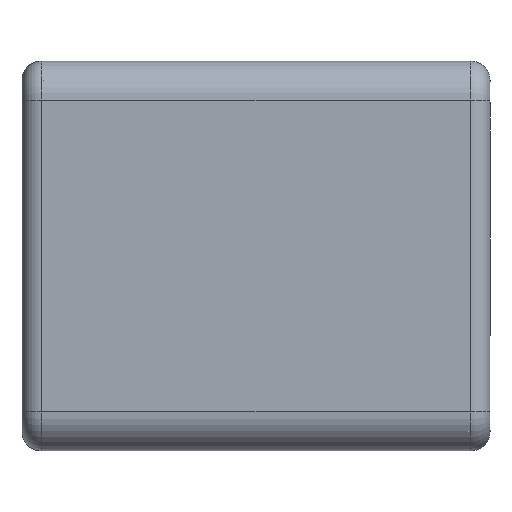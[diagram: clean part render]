
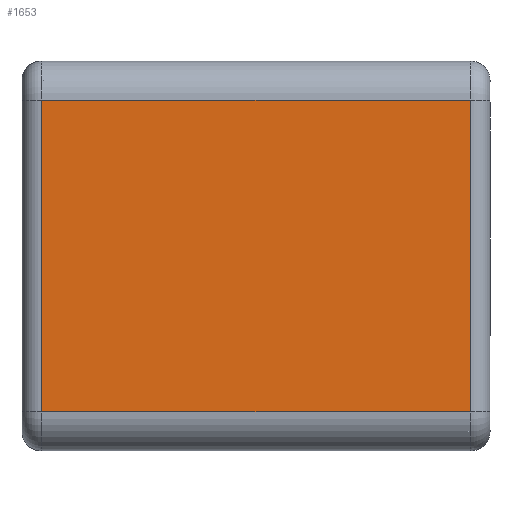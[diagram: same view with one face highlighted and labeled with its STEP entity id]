
A CAD part, left-side view. The second image highlights one B-rep face of the part: STEP entity #1653.
In plain terms, the highlighted planar face has unit normal (-1, 0, 0).
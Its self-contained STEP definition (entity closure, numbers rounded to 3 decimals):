
#338 = DIRECTION ( 'NONE',  ( 0., 0., -1. ) ) ;
#339 = DIRECTION ( 'NONE',  ( 1., 0., 0. ) ) ;
#340 = CARTESIAN_POINT ( 'NONE',  ( -27., -18., 15. ) ) ;
#341 = CARTESIAN_POINT ( 'NONE',  ( -27., -18., -12. ) ) ;
#345 = LINE ( 'NONE', #341, #407 ) ;
#350 = PLANE ( 'NONE',  #352 ) ;
#351 = FACE_OUTER_BOUND ( 'NONE', #1644, .T. ) ;
#352 = AXIS2_PLACEMENT_3D ( 'NONE', #340, #339, #338 ) ;
#357 = DIRECTION ( 'NONE',  ( 0., 0., -1. ) ) ;
#358 = VECTOR ( 'NONE', #357, 1000. ) ;
#360 = CARTESIAN_POINT ( 'NONE',  ( -27., 16.5, -12. ) ) ;
#366 = CARTESIAN_POINT ( 'NONE',  ( -27., 16.5, 15. ) ) ;
#367 = LINE ( 'NONE', #366, #358 ) ;
#369 = CARTESIAN_POINT ( 'NONE',  ( -27., -16.5, 12. ) ) ;
#406 = DIRECTION ( 'NONE',  ( 0., -1., 0. ) ) ;
#407 = VECTOR ( 'NONE', #406, 1000. ) ;
#413 = CARTESIAN_POINT ( 'NONE',  ( -27., -16.5, 15. ) ) ;
#414 = LINE ( 'NONE', #413, #468 ) ;
#445 = CARTESIAN_POINT ( 'NONE',  ( -27., 18., 12. ) ) ;
#446 = LINE ( 'NONE', #445, #501 ) ;
#450 = CARTESIAN_POINT ( 'NONE',  ( -27., 16.5, 12. ) ) ;
#467 = DIRECTION ( 'NONE',  ( 0., 0., 1. ) ) ;
#468 = VECTOR ( 'NONE', #467, 1000. ) ;
#500 = DIRECTION ( 'NONE',  ( 0., 1., 0. ) ) ;
#501 = VECTOR ( 'NONE', #500, 1000. ) ;
#507 = CARTESIAN_POINT ( 'NONE',  ( -27., -16.5, -12. ) ) ;
#1635 = VERTEX_POINT ( 'NONE', #369 ) ;
#1638 = ORIENTED_EDGE ( 'NONE', *, *, #1702, .T. ) ;
#1639 = EDGE_CURVE ( 'NONE', #1701, #1656, #367, .T. ) ;
#1644 = EDGE_LOOP ( 'NONE', ( #1682, #1681, #1638, #1703 ) ) ;
#1653 = ADVANCED_FACE ( 'NONE', ( #351 ), #350, .F. ) ;
#1656 = VERTEX_POINT ( 'NONE', #360 ) ;
#1659 = EDGE_CURVE ( 'NONE', #1656, #1704, #345, .T. ) ;
#1681 = ORIENTED_EDGE ( 'NONE', *, *, #1686, .T. ) ;
#1682 = ORIENTED_EDGE ( 'NONE', *, *, #1659, .T. ) ;
#1686 = EDGE_CURVE ( 'NONE', #1704, #1635, #414, .T. ) ;
#1701 = VERTEX_POINT ( 'NONE', #450 ) ;
#1702 = EDGE_CURVE ( 'NONE', #1635, #1701, #446, .T. ) ;
#1703 = ORIENTED_EDGE ( 'NONE', *, *, #1639, .T. ) ;
#1704 = VERTEX_POINT ( 'NONE', #507 ) ;
